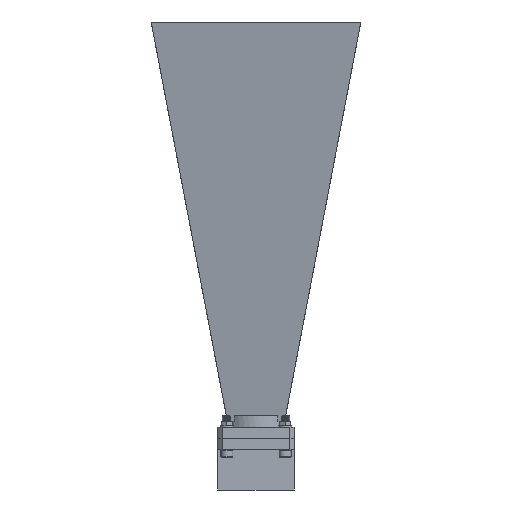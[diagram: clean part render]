
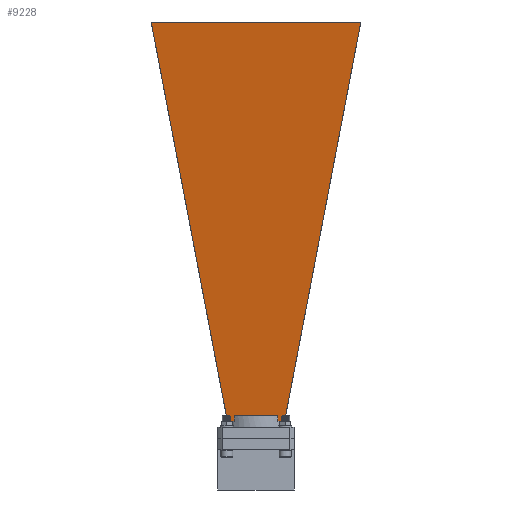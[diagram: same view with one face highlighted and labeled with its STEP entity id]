
A CAD part, front view. The second image highlights one B-rep face of the part: STEP entity #9228.
In plain terms, the highlighted face is planar.
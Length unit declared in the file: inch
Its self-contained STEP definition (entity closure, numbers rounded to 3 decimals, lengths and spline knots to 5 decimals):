
#67 = CARTESIAN_POINT ( 'NONE',  ( -0.65081, 0.49709, 0.35639 ) ) ;
#232 = LINE ( 'NONE', #6181, #6695 ) ;
#320 = DIRECTION ( 'NONE',  ( 0., -0.988, -0.154 ) ) ;
#408 = VERTEX_POINT ( 'NONE', #8540 ) ;
#502 = EDGE_CURVE ( 'NONE', #4364, #8957, #7718, .T. ) ;
#584 = VERTEX_POINT ( 'NONE', #9660 ) ;
#618 = EDGE_CURVE ( 'NONE', #7355, #6478, #2641, .T. ) ;
#851 = CARTESIAN_POINT ( 'NONE',  ( -0.65056, 0.5, 0.35684 ) ) ;
#925 = LINE ( 'NONE', #3127, #8581 ) ;
#1110 = CARTESIAN_POINT ( 'NONE',  ( -0.575, 0.5, 0.35684 ) ) ;
#1158 = DIRECTION ( 'NONE',  ( 0.185, -0.971, -0.152 ) ) ;
#1160 = ORIENTED_EDGE ( 'NONE', *, *, #6078, .T. ) ;
#1163 = EDGE_CURVE ( 'NONE', #9154, #7601, #232, .T. ) ;
#1208 = CARTESIAN_POINT ( 'NONE',  ( -0.65056, 0.5, 0.35684 ) ) ;
#1319 = CARTESIAN_POINT ( 'NONE',  ( 0.65081, 0.49709, 0.35639 ) ) ;
#1320 = ORIENTED_EDGE ( 'NONE', *, *, #9458, .F. ) ;
#1422 = EDGE_CURVE ( 'NONE', #7195, #7355, #6812, .T. ) ;
#1455 = ORIENTED_EDGE ( 'NONE', *, *, #2038, .F. ) ;
#1730 = LINE ( 'NONE', #8844, #3472 ) ;
#1826 = VECTOR ( 'NONE', #5175, 39.37008 ) ;
#1903 = DIRECTION ( 'NONE',  ( 0., 0.988, 0.154 ) ) ;
#1996 = CARTESIAN_POINT ( 'NONE',  ( -10.54076, 9.1303, 1.70624 ) ) ;
#2038 = EDGE_CURVE ( 'NONE', #408, #6222, #10444, .T. ) ;
#2384 = ORIENTED_EDGE ( 'NONE', *, *, #5236, .F. ) ;
#2395 = CARTESIAN_POINT ( 'NONE',  ( -0.482, 0.5, 0.35684 ) ) ;
#2475 =( BOUNDED_CURVE ( )  B_SPLINE_CURVE ( 3, ( #851, #5987, #9376, #6836 ),
 .UNSPECIFIED., .F., .F. ) 
 B_SPLINE_CURVE_WITH_KNOTS ( ( 4, 4 ),
 ( 4.21069, 4.21138 ),
 .UNSPECIFIED. ) 
 CURVE ( )  GEOMETRIC_REPRESENTATION_ITEM ( )  RATIONAL_B_SPLINE_CURVE ( ( 1., 1., 1., 1. ) ) 
 REPRESENTATION_ITEM ( '' )  );
#2584 = CARTESIAN_POINT ( 'NONE',  ( 0.575, 0.5, 0.35684 ) ) ;
#2635 = DIRECTION ( 'NONE',  ( 1., 0., 0. ) ) ;
#2641 = LINE ( 'NONE', #8642, #5727 ) ;
#2673 = ORIENTED_EDGE ( 'NONE', *, *, #3394, .F. ) ;
#2747 = DIRECTION ( 'NONE',  ( 0., -0.988, -0.154 ) ) ;
#2878 = DIRECTION ( 'NONE',  ( -1., 0., 0. ) ) ;
#2950 = CARTESIAN_POINT ( 'NONE',  ( 0.65056, 0.5, 0.35684 ) ) ;
#3016 = CARTESIAN_POINT ( 'NONE',  ( 0.65073, 0.49806, 0.35654 ) ) ;
#3127 = CARTESIAN_POINT ( 'NONE',  ( 0.482, 0.375, 0.3373 ) ) ;
#3155 = CARTESIAN_POINT ( 'NONE',  ( 0.575, 0.375, 0.3373 ) ) ;
#3186 = CARTESIAN_POINT ( 'NONE',  ( 0.482, 0.375, 0.3373 ) ) ;
#3202 = DIRECTION ( 'NONE',  ( -1., 0., 0. ) ) ;
#3394 = EDGE_CURVE ( 'NONE', #584, #408, #4863, .T. ) ;
#3472 = VECTOR ( 'NONE', #2635, 39.37008 ) ;
#3517 = VERTEX_POINT ( 'NONE', #3186 ) ;
#3538 = DIRECTION ( 'NONE',  ( 1., 0., 0. ) ) ;
#3619 = FACE_OUTER_BOUND ( 'NONE', #5576, .T. ) ;
#3717 = DIRECTION ( 'NONE',  ( 0., -0.988, -0.154 ) ) ;
#3734 = VECTOR ( 'NONE', #1158, 39.37008 ) ;
#3809 = ORIENTED_EDGE ( 'NONE', *, *, #8706, .F. ) ;
#3882 = LINE ( 'NONE', #6237, #8167 ) ;
#3901 = VECTOR ( 'NONE', #3538, 39.37008 ) ;
#4212 = CARTESIAN_POINT ( 'NONE',  ( -10.54076, 9.1303, 1.70624 ) ) ;
#4364 = VERTEX_POINT ( 'NONE', #2395 ) ;
#4656 = DIRECTION ( 'NONE',  ( -0.185, -0.971, -0.152 ) ) ;
#4863 = LINE ( 'NONE', #4212, #3901 ) ;
#4962 = EDGE_CURVE ( 'NONE', #7735, #5970, #2475, .T. ) ;
#5175 = DIRECTION ( 'NONE',  ( 1., 0., 0. ) ) ;
#5236 = EDGE_CURVE ( 'NONE', #4364, #7195, #3882, .T. ) ;
#5307 = CARTESIAN_POINT ( 'NONE',  ( 0.482, 0.5, 0.35684 ) ) ;
#5547 = ORIENTED_EDGE ( 'NONE', *, *, #1422, .F. ) ;
#5565 = CARTESIAN_POINT ( 'NONE',  ( -2.58105, 10.61288, 1.93805 ) ) ;
#5576 = EDGE_LOOP ( 'NONE', ( #6790, #1455, #2673, #1160, #5825, #8910, #9152, #5547, #2384, #8474, #6795, #3809, #1320, #10696 ) ) ;
#5630 =( BOUNDED_CURVE ( )  B_SPLINE_CURVE ( 3, ( #6811, #3016, #6373, #9841 ),
 .UNSPECIFIED., .F., .F. ) 
 B_SPLINE_CURVE_WITH_KNOTS ( ( 4, 4 ),
 ( 2.0718, 2.0725 ),
 .UNSPECIFIED. ) 
 CURVE ( )  GEOMETRIC_REPRESENTATION_ITEM ( )  RATIONAL_B_SPLINE_CURVE ( ( 1., 1., 1., 1. ) ) 
 REPRESENTATION_ITEM ( '' )  );
#5727 = VECTOR ( 'NONE', #1903, 39.37008 ) ;
#5825 = ORIENTED_EDGE ( 'NONE', *, *, #4962, .F. ) ;
#5848 = CARTESIAN_POINT ( 'NONE',  ( -0.575, 0.375, 0.3373 ) ) ;
#5970 = VERTEX_POINT ( 'NONE', #67 ) ;
#5987 = CARTESIAN_POINT ( 'NONE',  ( -0.65064, 0.49903, 0.35669 ) ) ;
#6078 = EDGE_CURVE ( 'NONE', #584, #5970, #7881, .T. ) ;
#6181 = CARTESIAN_POINT ( 'NONE',  ( -1.39054, 0.5, 0.35684 ) ) ;
#6222 = VERTEX_POINT ( 'NONE', #1319 ) ;
#6237 = CARTESIAN_POINT ( 'NONE',  ( -0.482, 0.47459, 0.35287 ) ) ;
#6320 = DIRECTION ( 'NONE',  ( 0., -0.154, 0.988 ) ) ;
#6373 = CARTESIAN_POINT ( 'NONE',  ( 0.65064, 0.49903, 0.35669 ) ) ;
#6478 = VERTEX_POINT ( 'NONE', #1110 ) ;
#6688 = CARTESIAN_POINT ( 'NONE',  ( 0.482, 0.47459, 0.35287 ) ) ;
#6695 = VECTOR ( 'NONE', #9530, 39.37008 ) ;
#6790 = ORIENTED_EDGE ( 'NONE', *, *, #8558, .F. ) ;
#6795 = ORIENTED_EDGE ( 'NONE', *, *, #9601, .F. ) ;
#6811 = CARTESIAN_POINT ( 'NONE',  ( 0.65081, 0.49709, 0.35639 ) ) ;
#6812 = LINE ( 'NONE', #10661, #7729 ) ;
#6836 = CARTESIAN_POINT ( 'NONE',  ( -0.65081, 0.49709, 0.35639 ) ) ;
#7167 = AXIS2_PLACEMENT_3D ( 'NONE', #1996, #6320, #3717 ) ;
#7195 = VERTEX_POINT ( 'NONE', #8409 ) ;
#7355 = VERTEX_POINT ( 'NONE', #5848 ) ;
#7601 = VERTEX_POINT ( 'NONE', #2950 ) ;
#7718 = LINE ( 'NONE', #10276, #1826 ) ;
#7729 = VECTOR ( 'NONE', #2878, 39.37008 ) ;
#7735 = VERTEX_POINT ( 'NONE', #1208 ) ;
#7755 = LINE ( 'NONE', #8984, #9647 ) ;
#7881 = LINE ( 'NONE', #5565, #3734 ) ;
#7894 = VECTOR ( 'NONE', #10120, 39.37008 ) ;
#8132 = VECTOR ( 'NONE', #4656, 39.37008 ) ;
#8167 = VECTOR ( 'NONE', #2747, 39.37008 ) ;
#8409 = CARTESIAN_POINT ( 'NONE',  ( -0.482, 0.375, 0.3373 ) ) ;
#8474 = ORIENTED_EDGE ( 'NONE', *, *, #502, .T. ) ;
#8540 = CARTESIAN_POINT ( 'NONE',  ( 2.29815, 9.1303, 1.70624 ) ) ;
#8558 = EDGE_CURVE ( 'NONE', #6222, #7601, #5630, .T. ) ;
#8581 = VECTOR ( 'NONE', #3202, 39.37008 ) ;
#8642 = CARTESIAN_POINT ( 'NONE',  ( -0.575, 0.47459, 0.35287 ) ) ;
#8706 = EDGE_CURVE ( 'NONE', #10741, #3517, #925, .T. ) ;
#8844 = CARTESIAN_POINT ( 'NONE',  ( -1.39054, 0.5, 0.35684 ) ) ;
#8910 = ORIENTED_EDGE ( 'NONE', *, *, #9242, .T. ) ;
#8957 = VERTEX_POINT ( 'NONE', #5307 ) ;
#8984 = CARTESIAN_POINT ( 'NONE',  ( 0.575, 0.47459, 0.35287 ) ) ;
#9152 = ORIENTED_EDGE ( 'NONE', *, *, #618, .F. ) ;
#9154 = VERTEX_POINT ( 'NONE', #2584 ) ;
#9228 = ADVANCED_FACE ( 'NONE', ( #3619 ), #9639, .T. ) ;
#9242 = EDGE_CURVE ( 'NONE', #7735, #6478, #1730, .T. ) ;
#9376 = CARTESIAN_POINT ( 'NONE',  ( -0.65073, 0.49806, 0.35654 ) ) ;
#9458 = EDGE_CURVE ( 'NONE', #9154, #10741, #7755, .T. ) ;
#9530 = DIRECTION ( 'NONE',  ( 1., 0., 0. ) ) ;
#9601 = EDGE_CURVE ( 'NONE', #3517, #8957, #10195, .T. ) ;
#9639 = PLANE ( 'NONE',  #7167 ) ;
#9647 = VECTOR ( 'NONE', #320, 39.37008 ) ;
#9660 = CARTESIAN_POINT ( 'NONE',  ( -2.29815, 9.1303, 1.70624 ) ) ;
#9841 = CARTESIAN_POINT ( 'NONE',  ( 0.65056, 0.5, 0.35684 ) ) ;
#10120 = DIRECTION ( 'NONE',  ( 0., 0.988, 0.154 ) ) ;
#10195 = LINE ( 'NONE', #6688, #7894 ) ;
#10276 = CARTESIAN_POINT ( 'NONE',  ( -1.39054, 0.5, 0.35684 ) ) ;
#10444 = LINE ( 'NONE', #10641, #8132 ) ;
#10641 = CARTESIAN_POINT ( 'NONE',  ( 2.58105, 10.61288, 1.93805 ) ) ;
#10661 = CARTESIAN_POINT ( 'NONE',  ( -0.482, 0.375, 0.3373 ) ) ;
#10696 = ORIENTED_EDGE ( 'NONE', *, *, #1163, .T. ) ;
#10741 = VERTEX_POINT ( 'NONE', #3155 ) ;
